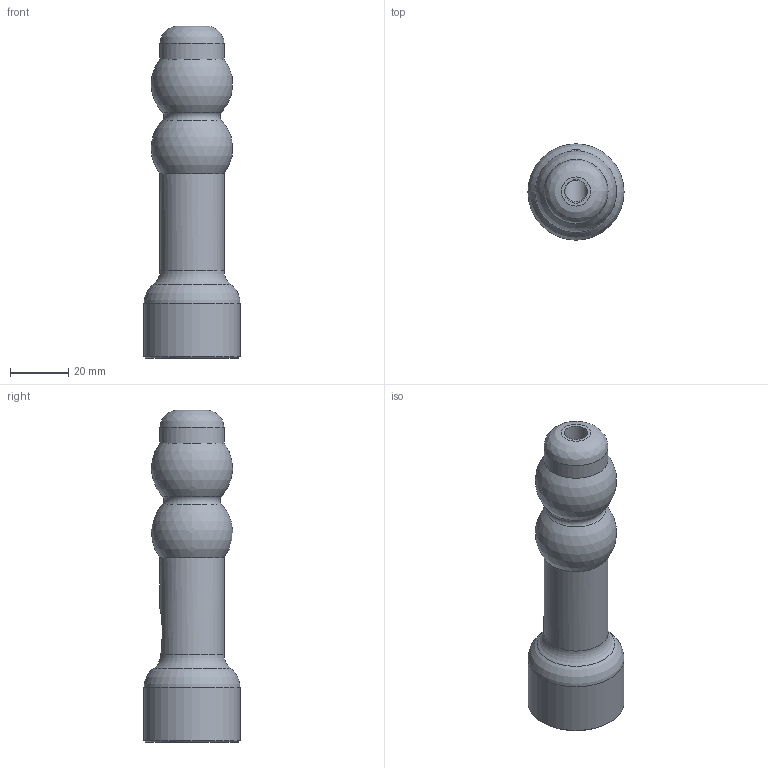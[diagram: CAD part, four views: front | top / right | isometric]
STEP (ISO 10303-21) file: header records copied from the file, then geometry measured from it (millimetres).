
FILE_DESCRIPTION(/* description */ (''),/* implementation_level */ '2;1');
FILE_NAME(/* name */ 'double double to the moon 24mm.step',/* time_stamp */ '2024-09-10T23:35:21-04:00',/* author */ (''),/* organization */ (''),/* preprocessor_version */ 'ST-DEVELOPER v20',/* originating_system */ 'Autodesk Translation Framework v13.14.0.145',/* authorisation */ '');
FILE_SCHEMA (('AUTOMOTIVE_DESIGN { 1 0 10303 214 3 1 1 }'));
Length unit declared in the file: millimetre
Products named in the file (1): double double to the moon 24mm
Bounding box: 33 x 33 x 114 mm (x, y, z)
Volume: 49336.6 mm3; surface area: 14261 mm2
Topology: 1 solids, 1 shells, 35 faces, 97 edges, 62 vertices
Faces by surface type: cylinder 19, torus 4, bspline 4, plane 4, sphere 3, cone 1
Full cylindrical faces by diameter (mm): 8 x2, 21.002 x4, 22 x2, 24.349 x5, 33 x1
Entity records: 2904 total; most frequent: CARTESIAN_POINT 2032, ORIENTED_EDGE 190, DIRECTION 156, EDGE_CURVE 95, AXIS2_PLACEMENT_3D 69, VERTEX_POINT 62, B_SPLINE_CURVE_WITH_KNOTS 40, EDGE_LOOP 37
